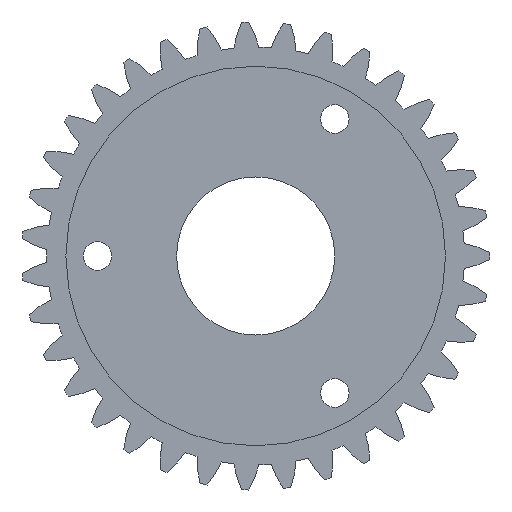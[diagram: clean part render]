
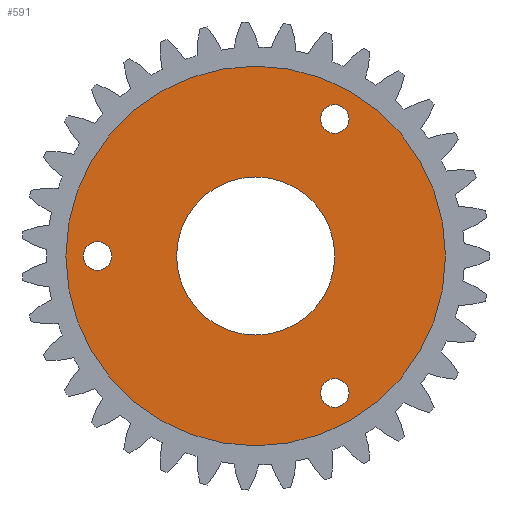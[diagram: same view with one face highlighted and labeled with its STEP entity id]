
A CAD part, left-side view. The second image highlights one B-rep face of the part: STEP entity #591.
In plain terms, the highlighted planar face has unit normal (-1, 0, 0).
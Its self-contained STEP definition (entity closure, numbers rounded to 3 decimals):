
#591=ADVANCED_FACE('',(#1235,#1236,#1237,#1238,#1239),#1240,.F.);
#1235=FACE_BOUND('',#1922,.T.);
#1236=FACE_BOUND('',#1923,.T.);
#1237=FACE_BOUND('',#1924,.T.);
#1238=FACE_BOUND('',#1925,.T.);
#1239=FACE_OUTER_BOUND('',#1926,.T.);
#1240=PLANE('',#1927);
#1922=EDGE_LOOP('',(#3859));
#1923=EDGE_LOOP('',(#3860));
#1924=EDGE_LOOP('',(#3861));
#1925=EDGE_LOOP('',(#3862));
#1926=EDGE_LOOP('',(#3863));
#1927=AXIS2_PLACEMENT_3D('',#3864,#3865,#3866);
#3859=ORIENTED_EDGE('',*,*,#4527,.T.);
#3860=ORIENTED_EDGE('',*,*,#5053,.T.);
#3861=ORIENTED_EDGE('',*,*,#4487,.T.);
#3862=ORIENTED_EDGE('',*,*,#4925,.F.);
#3863=ORIENTED_EDGE('',*,*,#5046,.T.);
#3864=CARTESIAN_POINT('',(0.0,0.0,0.0));
#3865=DIRECTION('',(1.0,0.0,0.0));
#3866=DIRECTION('',(0.0,0.0,-1.0));
#4487=EDGE_CURVE('',#5579,#5579,#5580,.T.);
#4527=EDGE_CURVE('',#5639,#5639,#5640,.T.);
#4925=EDGE_CURVE('',#6218,#6218,#6219,.F.);
#5046=EDGE_CURVE('',#6341,#6341,#6342,.T.);
#5053=EDGE_CURVE('',#6349,#6349,#6350,.T.);
#5579=VERTEX_POINT('',#7038);
#5580=CIRCLE('',#7039,2.25);
#5639=VERTEX_POINT('',#7119);
#5640=CIRCLE('',#7120,2.25);
#6218=VERTEX_POINT('',#7948);
#6219=CIRCLE('',#7949,12.5);
#6341=VERTEX_POINT('',#8122);
#6342=CIRCLE('',#8123,30.0);
#6349=VERTEX_POINT('',#8132);
#6350=CIRCLE('',#8133,2.25);
#7038=CARTESIAN_POINT('',(0.0,25.0,-2.25));
#7039=AXIS2_PLACEMENT_3D('',#8573,#8574,#8575);
#7119=CARTESIAN_POINT('',(0.0,-12.5,-23.901));
#7120=AXIS2_PLACEMENT_3D('',#8618,#8619,#8620);
#7948=CARTESIAN_POINT('',(0.0,0.,-12.5));
#7949=AXIS2_PLACEMENT_3D('',#9069,#9070,#9071);
#8122=CARTESIAN_POINT('',(0.0,-30.0,0.0));
#8123=AXIS2_PLACEMENT_3D('',#9126,#9127,#9128);
#8132=CARTESIAN_POINT('',(0.0,-12.5,19.401));
#8133=AXIS2_PLACEMENT_3D('',#9131,#9132,#9133);
#8573=CARTESIAN_POINT('',(0.0,25.0,0.0));
#8574=DIRECTION('',(1.0,0.0,0.0));
#8575=DIRECTION('',(0.0,0.0,-1.0));
#8618=CARTESIAN_POINT('',(0.0,-12.5,-21.651));
#8619=DIRECTION('',(1.0,0.0,0.0));
#8620=DIRECTION('',(0.0,0.0,-1.0));
#9069=CARTESIAN_POINT('',(0.0,0.0,0.0));
#9070=DIRECTION('',(1.0,0.0,0.0));
#9071=DIRECTION('',(0.0,0.0,-1.0));
#9126=CARTESIAN_POINT('',(0.0,0.0,0.0));
#9127=DIRECTION('',(-1.0,0.0,0.0));
#9128=DIRECTION('',(0.0,-1.0,0.0));
#9131=CARTESIAN_POINT('',(0.0,-12.5,21.651));
#9132=DIRECTION('',(1.0,0.0,0.0));
#9133=DIRECTION('',(0.0,0.0,-1.0));
